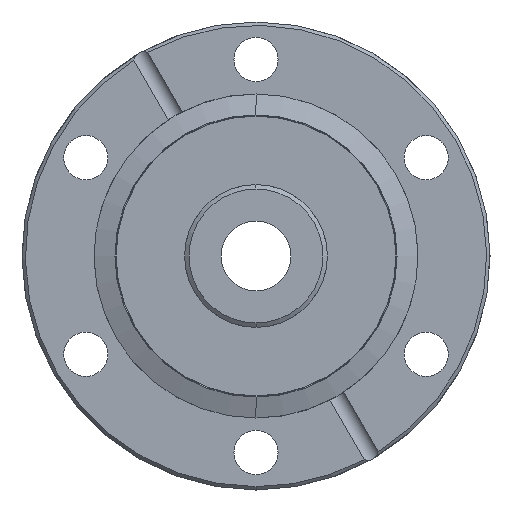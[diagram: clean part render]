
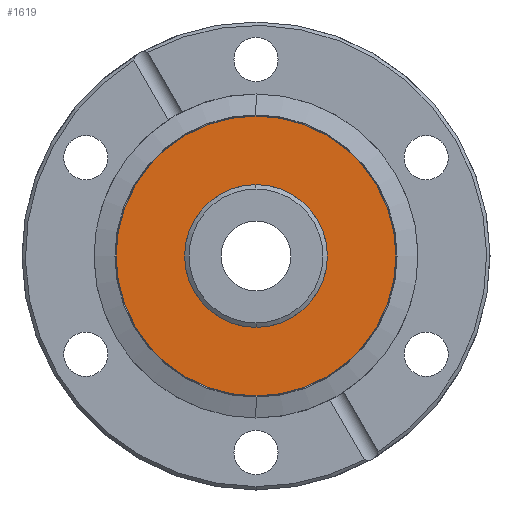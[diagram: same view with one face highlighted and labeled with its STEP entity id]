
A CAD part, left-side view. The second image highlights one B-rep face of the part: STEP entity #1619.
In plain terms, the highlighted planar face has unit normal (-1, 0, 0).
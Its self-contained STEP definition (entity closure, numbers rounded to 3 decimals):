
#26 = AXIS2_PLACEMENT_3D ( 'NONE', #2238, #4989, #2625 ) ;
#32 = AXIS2_PLACEMENT_3D ( 'NONE', #2778, #423, #3178 ) ;
#46 = VERTEX_POINT ( 'NONE', #1585 ) ;
#219 = AXIS2_PLACEMENT_3D ( 'NONE', #3371, #1023, #3774 ) ;
#259 = CIRCLE ( 'NONE', #4475, 10.67 ) ;
#292 = VERTEX_POINT ( 'NONE', #1613 ) ;
#423 = DIRECTION ( 'NONE',  ( -1., 0., 0. ) ) ;
#460 = AXIS2_PLACEMENT_3D ( 'NONE', #2234, #4984, #2623 ) ;
#664 = FACE_OUTER_BOUND ( 'NONE', #4130, .T. ) ;
#1023 = DIRECTION ( 'NONE',  ( -1., 0., 0. ) ) ;
#1099 = EDGE_CURVE ( 'NONE', #46, #2068, #259, .T. ) ;
#1189 = PLANE ( 'NONE',  #32 ) ;
#1458 = ORIENTED_EDGE ( 'NONE', *, *, #2322, .T. ) ;
#1570 = ORIENTED_EDGE ( 'NONE', *, *, #1099, .F. ) ;
#1585 = CARTESIAN_POINT ( 'NONE',  ( 1.2, 0., -10.67 ) ) ;
#1613 = CARTESIAN_POINT ( 'NONE',  ( 1.2, 0., 20.898 ) ) ;
#1619 = ADVANCED_FACE ( 'NONE', ( #1700, #664 ), #1189, .T. ) ;
#1700 = FACE_BOUND ( 'NONE', #4643, .T. ) ;
#2068 = VERTEX_POINT ( 'NONE', #4961 ) ;
#2234 = CARTESIAN_POINT ( 'NONE',  ( 1.2, 0., 0. ) ) ;
#2238 = CARTESIAN_POINT ( 'NONE',  ( 1.2, 0., 0. ) ) ;
#2322 = EDGE_CURVE ( 'NONE', #2655, #292, #4194, .T. ) ;
#2621 = ORIENTED_EDGE ( 'NONE', *, *, #3229, .F. ) ;
#2623 = DIRECTION ( 'NONE',  ( 0., 0., 1. ) ) ;
#2625 = DIRECTION ( 'NONE',  ( 0., 0., 1. ) ) ;
#2655 = VERTEX_POINT ( 'NONE', #4454 ) ;
#2778 = CARTESIAN_POINT ( 'NONE',  ( 1.2, 0., 0. ) ) ;
#3012 = DIRECTION ( 'NONE',  ( 0., 0., 1. ) ) ;
#3178 = DIRECTION ( 'NONE',  ( 0., 0., 1. ) ) ;
#3229 = EDGE_CURVE ( 'NONE', #2068, #46, #4084, .T. ) ;
#3346 = CIRCLE ( 'NONE', #26, 20.898 ) ;
#3371 = CARTESIAN_POINT ( 'NONE',  ( 1.2, 0., 0. ) ) ;
#3532 = ORIENTED_EDGE ( 'NONE', *, *, #3584, .T. ) ;
#3584 = EDGE_CURVE ( 'NONE', #292, #2655, #3346, .T. ) ;
#3774 = DIRECTION ( 'NONE',  ( 0., 0., 1. ) ) ;
#3826 = CARTESIAN_POINT ( 'NONE',  ( 1.2, 0., 0. ) ) ;
#3858 = DIRECTION ( 'NONE',  ( -1., 0., 0. ) ) ;
#4084 = CIRCLE ( 'NONE', #460, 10.67 ) ;
#4130 = EDGE_LOOP ( 'NONE', ( #3532, #1458 ) ) ;
#4194 = CIRCLE ( 'NONE', #219, 20.898 ) ;
#4454 = CARTESIAN_POINT ( 'NONE',  ( 1.2, 0., -20.898 ) ) ;
#4475 = AXIS2_PLACEMENT_3D ( 'NONE', #3826, #3858, #3012 ) ;
#4643 = EDGE_LOOP ( 'NONE', ( #2621, #1570 ) ) ;
#4961 = CARTESIAN_POINT ( 'NONE',  ( 1.2, 0., 10.67 ) ) ;
#4984 = DIRECTION ( 'NONE',  ( -1., 0., 0. ) ) ;
#4989 = DIRECTION ( 'NONE',  ( -1., 0., 0. ) ) ;
